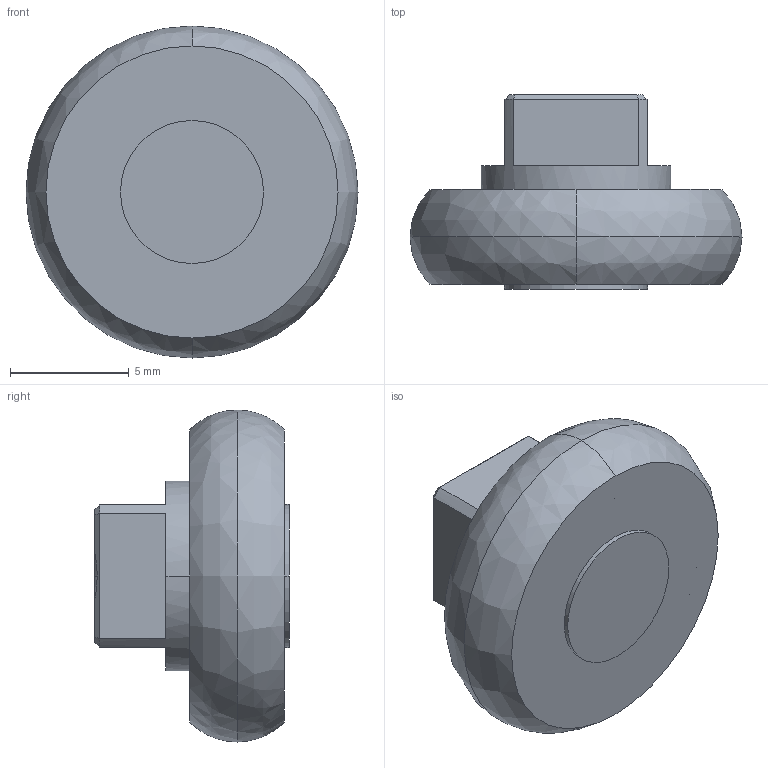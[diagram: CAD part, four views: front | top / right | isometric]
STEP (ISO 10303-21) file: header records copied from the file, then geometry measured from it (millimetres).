
FILE_DESCRIPTION (( 'STEP AP214' ), '1' );
FILE_NAME ('RXBLA20-2RS-Rollco.step', '2022-01-21T07:16:56', ( '' ), ( '' ), 'SwSTEP 2.0', 'SolidWorks 2010', '' );
FILE_SCHEMA (( 'AUTOMOTIVE_DESIGN' ));
Length unit declared in the file: millimetre
Products named in the file (1): RXBLA20-2RS-Rollco
Bounding box: 14 x 8.2 x 14 mm (x, y, z)
Volume: 527.5 mm3; surface area: 1165.6 mm2
Topology: 9 solids, 12 shells, 71 faces, 169 edges, 91 vertices
Faces by surface type: plane 23, bspline 20, cylinder 20, cone 8
Entity records: 2175 total; most frequent: CARTESIAN_POINT 628, DIRECTION 309, ORIENTED_EDGE 270, EDGE_CURVE 135, AXIS2_PLACEMENT_3D 132, VERTEX_POINT 91, CIRCLE 80, EDGE_LOOP 80
